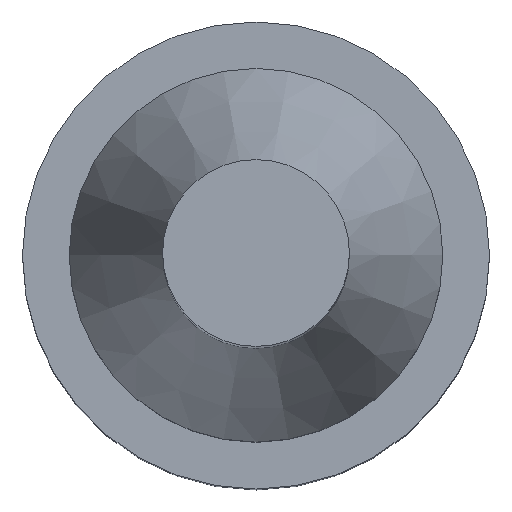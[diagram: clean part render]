
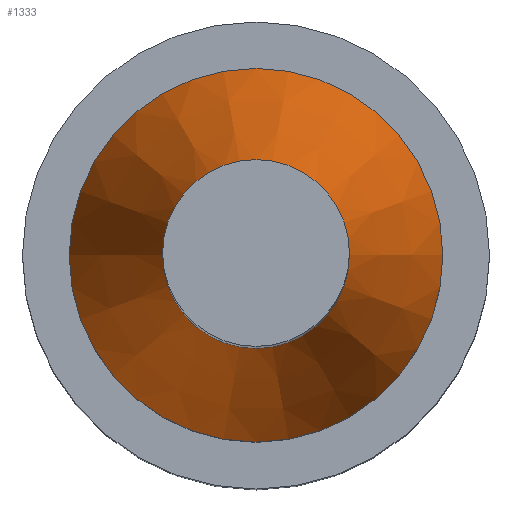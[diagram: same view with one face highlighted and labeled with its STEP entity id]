
A CAD part, top view. The second image highlights one B-rep face of the part: STEP entity #1333.
In plain terms, the highlighted conical face has half-angle 18.435 degrees and reference radius 10 mm.
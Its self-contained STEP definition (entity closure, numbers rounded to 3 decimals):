
#12=CONICAL_SURFACE($,#1388,10.,18.435);
#18=FACE_BOUND($,#290,.T.);
#40=CIRCLE($,#1386,5.);
#41=CIRCLE($,#1389,10.);
#213=FACE_OUTER_BOUND($,#289,.T.);
#289=EDGE_LOOP($,(#1104));
#290=EDGE_LOOP($,(#1105));
#630=VERTEX_POINT($,#2378);
#631=VERTEX_POINT($,#2382);
#809=EDGE_CURVE($,#630,#630,#40,.T.);
#810=EDGE_CURVE($,#631,#631,#41,.T.);
#1104=ORIENTED_EDGE($,*,*,#810,.F.);
#1105=ORIENTED_EDGE($,*,*,#809,.T.);
#1333=ADVANCED_FACE($,(#213,#18),#12,.T.);
#1386=AXIS2_PLACEMENT_3D($,#2379,#1592,#1593);
#1388=AXIS2_PLACEMENT_3D($,#2381,#1596,#1597);
#1389=AXIS2_PLACEMENT_3D($,#2383,#1598,#1599);
#1592=DIRECTION('center_axis',(0.,0.,-1.));
#1593=DIRECTION('ref_axis',(-1.,0.,0.));
#1596=DIRECTION('center_axis',(0.,0.,-1.));
#1597=DIRECTION('ref_axis',(1.,0.,0.));
#1598=DIRECTION('center_axis',(0.,0.,-1.));
#1599=DIRECTION('ref_axis',(-1.,0.,0.));
#2378=CARTESIAN_POINT('',(-5.,0.,51.));
#2379=CARTESIAN_POINT('Origin',(0.,0.,51.));
#2381=CARTESIAN_POINT('Origin',(0.,0.,36.));
#2382=CARTESIAN_POINT('',(10.,0.,36.));
#2383=CARTESIAN_POINT('Origin',(0.,0.,36.));
